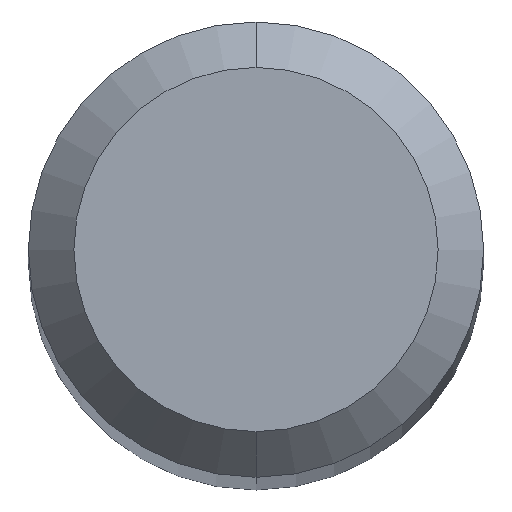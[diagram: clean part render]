
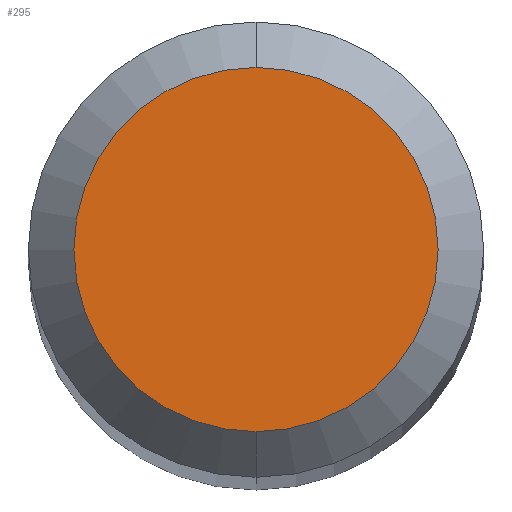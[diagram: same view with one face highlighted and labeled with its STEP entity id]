
A CAD part, top view. The second image highlights one B-rep face of the part: STEP entity #295.
In plain terms, the highlighted planar face has unit normal (0, 0, 1).
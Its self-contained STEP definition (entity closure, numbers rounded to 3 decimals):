
#211=EDGE_CURVE('',#307,#309,#506,.T.);
#279=EDGE_CURVE('',#309,#307,#581,.T.);
#295=ADVANCED_FACE('',(#598),#599,.T.);
#307=VERTEX_POINT('',#611);
#309=VERTEX_POINT('',#613);
#506=CIRCLE('',#874,1.2);
#581=CIRCLE('',#1030,1.2);
#598=FACE_OUTER_BOUND('',#1051,.T.);
#599=PLANE('',#1052);
#611=CARTESIAN_POINT('',(0.0,1.2,0.0));
#613=CARTESIAN_POINT('',(0.,-1.2,0.0));
#874=AXIS2_PLACEMENT_3D('',#1422,#1423,#1424);
#1030=AXIS2_PLACEMENT_3D('',#1520,#1521,#1522);
#1051=EDGE_LOOP('',(#1539,#1540));
#1052=AXIS2_PLACEMENT_3D('',#1541,#1542,#1543);
#1422=CARTESIAN_POINT('',(0.0,0.0,0.0));
#1423=DIRECTION('',(0.0,0.0,-1.0));
#1424=DIRECTION('',(0.0,1.0,0.0));
#1520=CARTESIAN_POINT('',(0.0,0.0,0.0));
#1521=DIRECTION('',(0.0,0.0,-1.0));
#1522=DIRECTION('',(0.0,1.0,0.0));
#1539=ORIENTED_EDGE('',*,*,#211,.F.);
#1540=ORIENTED_EDGE('',*,*,#279,.F.);
#1541=CARTESIAN_POINT('',(0.0,0.6,0.0));
#1542=DIRECTION('',(-0.0,0.0,1.0));
#1543=DIRECTION('',(0.0,-1.0,0.0));
